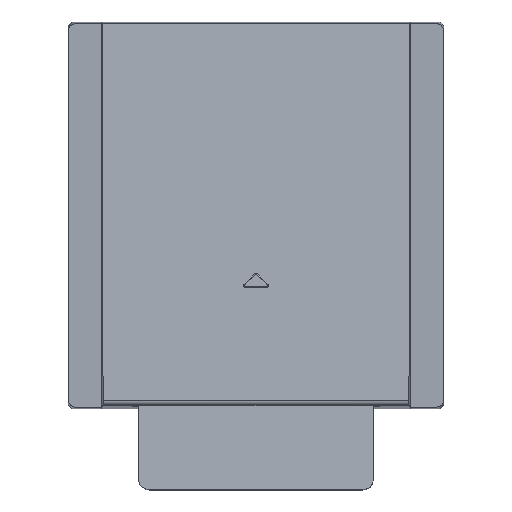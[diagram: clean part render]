
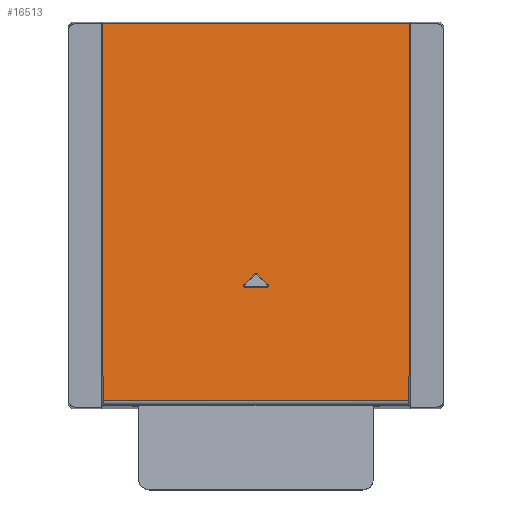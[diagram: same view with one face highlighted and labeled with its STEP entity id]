
A CAD part, top view. The second image highlights one B-rep face of the part: STEP entity #16513.
In plain terms, the highlighted face is planar.
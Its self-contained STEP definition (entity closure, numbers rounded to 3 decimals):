
#19 = CARTESIAN_POINT ( 'NONE',  ( 32.795, 60.09, 8.552 ) ) ;
#117 = CARTESIAN_POINT ( 'NONE',  ( 64.42, 28.412, 4.044 ) ) ;
#127 = CARTESIAN_POINT ( 'NONE',  ( 70.92, 0., 0. ) ) ;
#395 = EDGE_CURVE ( 'NONE', #49746, #33032, #23704, .T. ) ;
#538 = CARTESIAN_POINT ( 'NONE',  ( 35.416, 57.111, 8.128 ) ) ;
#1694 = VERTEX_POINT ( 'NONE', #28768 ) ;
#1866 = CARTESIAN_POINT ( 'NONE',  ( 70.785, 86.215, 12.27 ) ) ;
#2149 = FACE_BOUND ( 'NONE', #23427, .T. ) ;
#3454 = CARTESIAN_POINT ( 'NONE',  ( 33.083, 60.24, 8.573 ) ) ;
#3514 = EDGE_CURVE ( 'NONE', #33032, #18132, #5055, .T. ) ;
#3555 = CARTESIAN_POINT ( 'NONE',  ( 38.117, 60.24, 8.573 ) ) ;
#3915 = CARTESIAN_POINT ( 'NONE',  ( 38.405, 60.09, 8.552 ) ) ;
#3974 = CARTESIAN_POINT ( 'NONE',  ( 38.117, 60.24, 8.573 ) ) ;
#4168 = CARTESIAN_POINT ( 'NONE',  ( 38.456, 59.968, 8.535 ) ) ;
#5055 = LINE ( 'NONE', #21140, #16704 ) ;
#5599 = CARTESIAN_POINT ( 'NONE',  ( 535.6, 141.077, 20.078 ) ) ;
#6413 = CARTESIAN_POINT ( 'NONE',  ( 70.785, 86.215, 12.27 ) ) ;
#6694 = VECTOR ( 'NONE', #7783, 1000. ) ;
#7092 = CARTESIAN_POINT ( 'NONE',  ( 38.251, 60.221, 8.571 ) ) ;
#7321 = ORIENTED_EDGE ( 'NONE', *, *, #395, .T. ) ;
#7654 = VERTEX_POINT ( 'NONE', #47155 ) ;
#7783 = DIRECTION ( 'NONE',  ( -0.707, 0.7, 0.1 ) ) ;
#8200 = CARTESIAN_POINT ( 'NONE',  ( 32.838, 60.145, 8.56 ) ) ;
#8307 = ORIENTED_EDGE ( 'NONE', *, *, #30579, .T. ) ;
#8770 = B_SPLINE_CURVE_WITH_KNOTS ( 'NONE', 3,
 ( #47708, #16126, #27694, #31916, #24012, #19, #8200, #48225, #32176, #3454 ),
 .UNSPECIFIED., .F., .F.,
 ( 4, 2, 2, 2, 4 ),
 ( 0., 0., 0., 0.001, 0.001 ),
 .UNSPECIFIED. ) ;
#10091 = DIRECTION ( 'NONE',  ( 0., -0.99, -0.141 ) ) ;
#11094 = DIRECTION ( 'NONE',  ( 1., 0., 0. ) ) ;
#11724 = LINE ( 'NONE', #48323, #24897 ) ;
#11752 = LINE ( 'NONE', #127, #13164 ) ;
#12458 = ORIENTED_EDGE ( 'NONE', *, *, #44252, .T. ) ;
#13164 = VECTOR ( 'NONE', #31771, 1000. ) ;
#13298 = VERTEX_POINT ( 'NONE', #41369 ) ;
#14801 = ORIENTED_EDGE ( 'NONE', *, *, #36255, .T. ) ;
#16126 = CARTESIAN_POINT ( 'NONE',  ( 32.792, 59.708, 8.498 ) ) ;
#16192 = ORIENTED_EDGE ( 'NONE', *, *, #3514, .T. ) ;
#16513 = ADVANCED_FACE ( 'NONE', ( #2149, #28618 ), #48620, .F. ) ;
#16650 = CARTESIAN_POINT ( 'NONE',  ( 0.415, 86.215, 12.27 ) ) ;
#16682 = DIRECTION ( 'NONE',  ( 1., 0., 0. ) ) ;
#16704 = VECTOR ( 'NONE', #16682, 1000. ) ;
#18132 = VERTEX_POINT ( 'NONE', #28561 ) ;
#20600 = CARTESIAN_POINT ( 'NONE',  ( 35.35, 57.176, 8.137 ) ) ;
#21140 = CARTESIAN_POINT ( 'NONE',  ( 0.28, 0., 0. ) ) ;
#21257 = B_SPLINE_CURVE_WITH_KNOTS ( 'NONE', 3,
 ( #27106, #35531, #7092, #51595, #3915, #4168, #32110, #28164, #51326, #47908 ),
 .UNSPECIFIED., .F., .F.,
 ( 4, 2, 2, 2, 4 ),
 ( 0., 0., 0., 0.001, 0.001 ),
 .UNSPECIFIED. ) ;
#21656 = VECTOR ( 'NONE', #11094, 1000. ) ;
#23427 = EDGE_LOOP ( 'NONE', ( #27380, #30925, #36747, #14801, #12458, #49521 ) ) ;
#23704 = LINE ( 'NONE', #34757, #26808 ) ;
#24012 = CARTESIAN_POINT ( 'NONE',  ( 32.744, 59.968, 8.535 ) ) ;
#24897 = VECTOR ( 'NONE', #27791, 1000. ) ;
#26086 = ORIENTED_EDGE ( 'NONE', *, *, #39803, .T. ) ;
#26808 = VECTOR ( 'NONE', #27389, 1000. ) ;
#26984 = CARTESIAN_POINT ( 'NONE',  ( 32.84, 59.66, 8.491 ) ) ;
#27106 = CARTESIAN_POINT ( 'NONE',  ( 38.117, 60.24, 8.573 ) ) ;
#27380 = ORIENTED_EDGE ( 'NONE', *, *, #32589, .T. ) ;
#27389 = DIRECTION ( 'NONE',  ( -0.002, -0.99, -0.141 ) ) ;
#27694 = CARTESIAN_POINT ( 'NONE',  ( 32.759, 59.768, 8.506 ) ) ;
#27791 = DIRECTION ( 'NONE',  ( -0.707, -0.7, -0.1 ) ) ;
#27804 = LINE ( 'NONE', #117, #6694 ) ;
#28164 = CARTESIAN_POINT ( 'NONE',  ( 38.441, 59.769, 8.506 ) ) ;
#28561 = CARTESIAN_POINT ( 'NONE',  ( 70.92, 0., 0. ) ) ;
#28618 = FACE_OUTER_BOUND ( 'NONE', #47725, .T. ) ;
#28749 = CARTESIAN_POINT ( 'NONE',  ( 35.784, 57.111, 8.128 ) ) ;
#28768 = CARTESIAN_POINT ( 'NONE',  ( 35.85, 57.176, 8.137 ) ) ;
#30065 = DIRECTION ( 'NONE',  ( -1., 0., 0. ) ) ;
#30098 = EDGE_CURVE ( 'NONE', #42627, #35049, #27804, .T. ) ;
#30579 = EDGE_CURVE ( 'NONE', #18132, #42607, #11752, .T. ) ;
#30925 = ORIENTED_EDGE ( 'NONE', *, *, #31380, .T. ) ;
#31380 = EDGE_CURVE ( 'NONE', #13298, #45316, #43737, .T. ) ;
#31771 = DIRECTION ( 'NONE',  ( -0.002, 0.99, 0.141 ) ) ;
#31916 = CARTESIAN_POINT ( 'NONE',  ( 32.735, 59.899, 8.525 ) ) ;
#31923 = CARTESIAN_POINT ( 'NONE',  ( 35.692, 57.075, 8.123 ) ) ;
#32110 = CARTESIAN_POINT ( 'NONE',  ( 38.464, 59.899, 8.525 ) ) ;
#32176 = CARTESIAN_POINT ( 'NONE',  ( 33.015, 60.24, 8.573 ) ) ;
#32183 = CARTESIAN_POINT ( 'NONE',  ( 35.508, 57.075, 8.123 ) ) ;
#32589 = EDGE_CURVE ( 'NONE', #35049, #13298, #8770, .T. ) ;
#32940 = EDGE_CURVE ( 'NONE', #45316, #7654, #21257, .T. ) ;
#33032 = VERTEX_POINT ( 'NONE', #48937 ) ;
#34757 = CARTESIAN_POINT ( 'NONE',  ( 0.415, 86.215, 12.27 ) ) ;
#35049 = VERTEX_POINT ( 'NONE', #26984 ) ;
#35531 = CARTESIAN_POINT ( 'NONE',  ( 38.185, 60.24, 8.573 ) ) ;
#36255 = EDGE_CURVE ( 'NONE', #7654, #1694, #11724, .T. ) ;
#36747 = ORIENTED_EDGE ( 'NONE', *, *, #32940, .T. ) ;
#37460 = LINE ( 'NONE', #1866, #42095 ) ;
#39803 = EDGE_CURVE ( 'NONE', #42607, #49746, #37460, .T. ) ;
#41369 = CARTESIAN_POINT ( 'NONE',  ( 33.083, 60.24, 8.573 ) ) ;
#42095 = VECTOR ( 'NONE', #30065, 1000. ) ;
#42607 = VERTEX_POINT ( 'NONE', #6413 ) ;
#42627 = VERTEX_POINT ( 'NONE', #43543 ) ;
#43543 = CARTESIAN_POINT ( 'NONE',  ( 35.35, 57.176, 8.137 ) ) ;
#43737 = LINE ( 'NONE', #3974, #21656 ) ;
#44252 = EDGE_CURVE ( 'NONE', #1694, #42627, #44258, .T. ) ;
#44258 = B_SPLINE_CURVE_WITH_KNOTS ( 'NONE', 3,
 ( #44267, #28749, #31923, #32183, #538, #20600 ),
 .UNSPECIFIED., .F., .F.,
 ( 4, 2, 4 ),
 ( 0., 0., 0.001 ),
 .UNSPECIFIED. ) ;
#44267 = CARTESIAN_POINT ( 'NONE',  ( 35.85, 57.176, 8.137 ) ) ;
#45316 = VERTEX_POINT ( 'NONE', #3555 ) ;
#46394 = DIRECTION ( 'NONE',  ( 0., 0.141, -0.99 ) ) ;
#47155 = CARTESIAN_POINT ( 'NONE',  ( 38.36, 59.66, 8.491 ) ) ;
#47708 = CARTESIAN_POINT ( 'NONE',  ( 32.84, 59.66, 8.491 ) ) ;
#47725 = EDGE_LOOP ( 'NONE', ( #7321, #16192, #8307, #26086 ) ) ;
#47908 = CARTESIAN_POINT ( 'NONE',  ( 38.36, 59.66, 8.491 ) ) ;
#48225 = CARTESIAN_POINT ( 'NONE',  ( 32.948, 60.22, 8.571 ) ) ;
#48323 = CARTESIAN_POINT ( 'NONE',  ( 36.014, 57.338, 8.16 ) ) ;
#48620 = PLANE ( 'NONE',  #50676 ) ;
#48937 = CARTESIAN_POINT ( 'NONE',  ( 0.28, 0., 0. ) ) ;
#49521 = ORIENTED_EDGE ( 'NONE', *, *, #30098, .T. ) ;
#49746 = VERTEX_POINT ( 'NONE', #16650 ) ;
#50676 = AXIS2_PLACEMENT_3D ( 'NONE', #5599, #46394, #10091 ) ;
#51326 = CARTESIAN_POINT ( 'NONE',  ( 38.408, 59.708, 8.498 ) ) ;
#51595 = CARTESIAN_POINT ( 'NONE',  ( 38.362, 60.145, 8.56 ) ) ;
